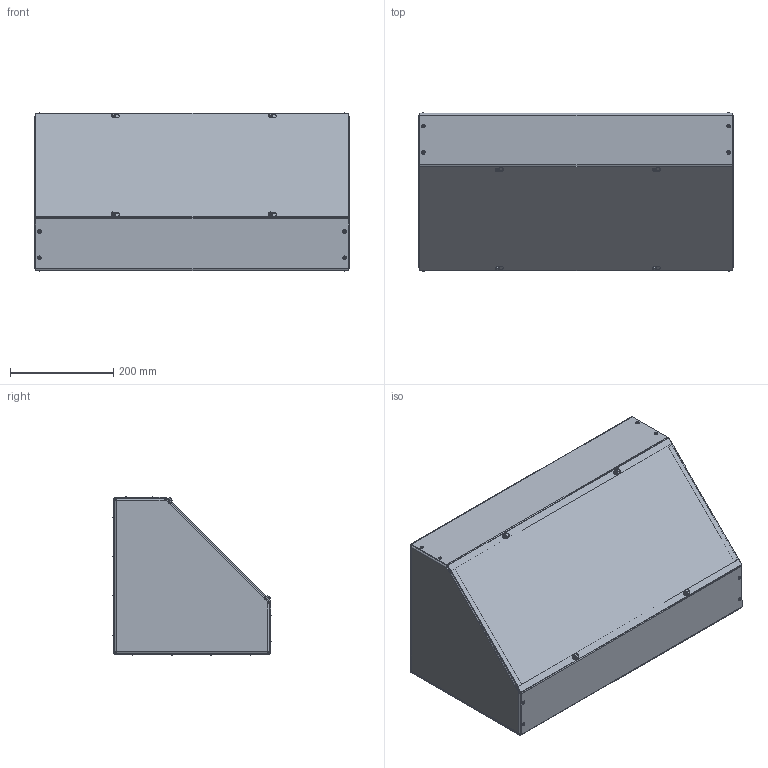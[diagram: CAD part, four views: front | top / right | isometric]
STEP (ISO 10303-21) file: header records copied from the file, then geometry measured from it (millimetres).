
FILE_DESCRIPTION (( 'STEP AP214' ), '1' );
FILE_NAME ('S121224ATNK.STEP', '2021-09-24T19:35:36', ( '' ), ( '' ), 'SwSTEP 2.0', 'SolidWorks 2021', '' );
FILE_SCHEMA (( 'AUTOMOTIVE_DESIGN' ));
Length unit declared in the file: inch
Products named in the file (1): S121224ATNK
Bounding box: 609.6 x 306.83 x 306.83 mm (x, y, z)
Volume: 1574171.4 mm3; surface area: 1692087.3 mm2
Topology: 32 solids, 32 shells, 1210 faces, 2938 edges, 1796 vertices
Faces by surface type: cylinder 382, plane 308, cone 240, bspline 216, torus 64
Entity records: 58673 total; most frequent: CARTESIAN_POINT 14257, DIRECTION 6176, ORIENTED_EDGE 5780, EDGE_CURVE 2890, AXIS2_PLACEMENT_3D 2523, VERTEX_POINT 1796, CIRCLE 1528, EDGE_LOOP 1390
